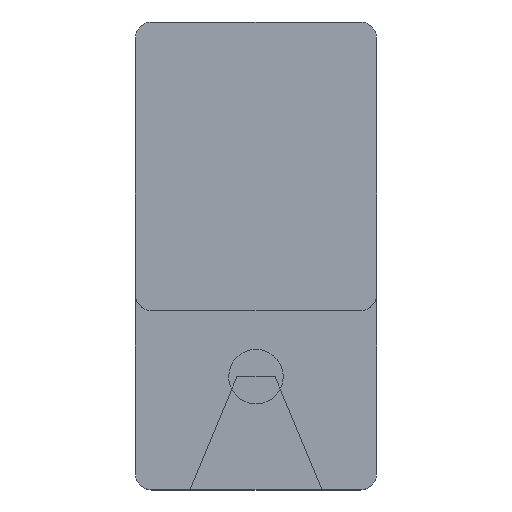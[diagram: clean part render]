
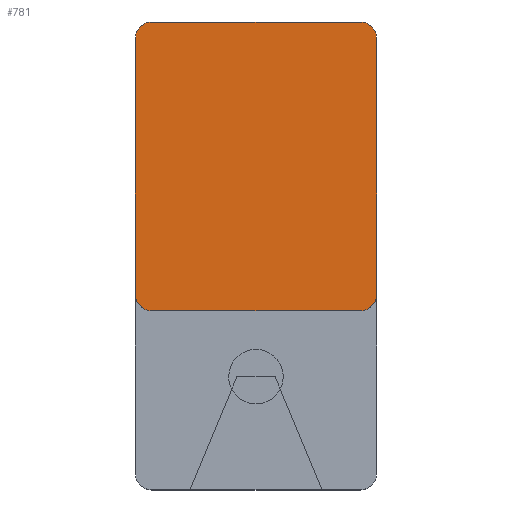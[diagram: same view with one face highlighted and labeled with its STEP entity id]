
A CAD part, top view. The second image highlights one B-rep face of the part: STEP entity #781.
In plain terms, the highlighted planar face has unit normal (0, 0, 1).
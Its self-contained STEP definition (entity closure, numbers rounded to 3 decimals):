
#255 = VERTEX_POINT('',#256);
#256 = CARTESIAN_POINT('',(-12.62,28.35,6.8));
#262 = EDGE_CURVE('',#255,#263,#265,.T.);
#263 = VERTEX_POINT('',#264);
#264 = CARTESIAN_POINT('',(12.62,28.35,6.8));
#265 = LINE('',#266,#267);
#266 = CARTESIAN_POINT('',(-14.62,28.35,6.8));
#267 = VECTOR('',#268,1.);
#268 = DIRECTION('',(1.,0.,0.));
#371 = VERTEX_POINT('',#372);
#372 = CARTESIAN_POINT('',(-14.62,26.35,6.8));
#378 = EDGE_CURVE('',#255,#371,#379,.T.);
#379 = CIRCLE('',#380,2.);
#380 = AXIS2_PLACEMENT_3D('',#381,#382,#383);
#381 = CARTESIAN_POINT('',(-12.62,26.35,6.8));
#382 = DIRECTION('',(-0.,0.,1.));
#383 = DIRECTION('',(0.,-1.,0.));
#445 = VERTEX_POINT('',#446);
#446 = CARTESIAN_POINT('',(-14.62,-4.65,6.8));
#452 = EDGE_CURVE('',#445,#371,#453,.T.);
#453 = LINE('',#454,#455);
#454 = CARTESIAN_POINT('',(-14.62,-28.35,6.8));
#455 = VECTOR('',#456,1.);
#456 = DIRECTION('',(0.,1.,0.));
#641 = VERTEX_POINT('',#642);
#642 = CARTESIAN_POINT('',(14.62,26.35,6.8));
#648 = EDGE_CURVE('',#641,#649,#651,.T.);
#649 = VERTEX_POINT('',#650);
#650 = CARTESIAN_POINT('',(14.62,-4.65,6.8));
#651 = LINE('',#652,#653);
#652 = CARTESIAN_POINT('',(14.62,28.35,6.8));
#653 = VECTOR('',#654,1.);
#654 = DIRECTION('',(0.,-1.,0.));
#713 = EDGE_CURVE('',#263,#641,#714,.T.);
#714 = CIRCLE('',#715,2.);
#715 = AXIS2_PLACEMENT_3D('',#716,#717,#718);
#716 = CARTESIAN_POINT('',(12.62,26.35,6.8));
#717 = DIRECTION('',(-0.,-0.,-1.));
#718 = DIRECTION('',(0.,-1.,0.));
#781 = ADVANCED_FACE('',(#782),#821,.F.);
#782 = FACE_BOUND('',#783,.F.);
#783 = EDGE_LOOP('',(#784,#794,#801,#802,#803,#804,#805,#806,#815));
#784 = ORIENTED_EDGE('',*,*,#785,.T.);
#785 = EDGE_CURVE('',#786,#788,#790,.T.);
#786 = VERTEX_POINT('',#787);
#787 = CARTESIAN_POINT('',(0.,-6.65,6.8));
#788 = VERTEX_POINT('',#789);
#789 = CARTESIAN_POINT('',(-12.62,-6.65,6.8));
#790 = LINE('',#791,#792);
#791 = CARTESIAN_POINT('',(0.,-6.65,6.8));
#792 = VECTOR('',#793,1.);
#793 = DIRECTION('',(-1.,0.,0.));
#794 = ORIENTED_EDGE('',*,*,#795,.F.);
#795 = EDGE_CURVE('',#445,#788,#796,.T.);
#796 = CIRCLE('',#797,2.);
#797 = AXIS2_PLACEMENT_3D('',#798,#799,#800);
#798 = CARTESIAN_POINT('',(-12.62,-4.65,6.8));
#799 = DIRECTION('',(0.,-0.,1.));
#800 = DIRECTION('',(0.,1.,0.));
#801 = ORIENTED_EDGE('',*,*,#452,.T.);
#802 = ORIENTED_EDGE('',*,*,#378,.F.);
#803 = ORIENTED_EDGE('',*,*,#262,.T.);
#804 = ORIENTED_EDGE('',*,*,#713,.T.);
#805 = ORIENTED_EDGE('',*,*,#648,.T.);
#806 = ORIENTED_EDGE('',*,*,#807,.T.);
#807 = EDGE_CURVE('',#649,#808,#810,.T.);
#808 = VERTEX_POINT('',#809);
#809 = CARTESIAN_POINT('',(12.62,-6.65,6.8));
#810 = CIRCLE('',#811,2.);
#811 = AXIS2_PLACEMENT_3D('',#812,#813,#814);
#812 = CARTESIAN_POINT('',(12.62,-4.65,6.8));
#813 = DIRECTION('',(-0.,-0.,-1.));
#814 = DIRECTION('',(0.,-1.,0.));
#815 = ORIENTED_EDGE('',*,*,#816,.T.);
#816 = EDGE_CURVE('',#808,#786,#817,.T.);
#817 = LINE('',#818,#819);
#818 = CARTESIAN_POINT('',(15.62,-6.65,6.8));
#819 = VECTOR('',#820,1.);
#820 = DIRECTION('',(-1.,0.,0.));
#821 = PLANE('',#822);
#822 = AXIS2_PLACEMENT_3D('',#823,#824,#825);
#823 = CARTESIAN_POINT('',(0.,0.,6.8));
#824 = DIRECTION('',(-0.,-0.,-1.));
#825 = DIRECTION('',(-1.,0.,0.));
